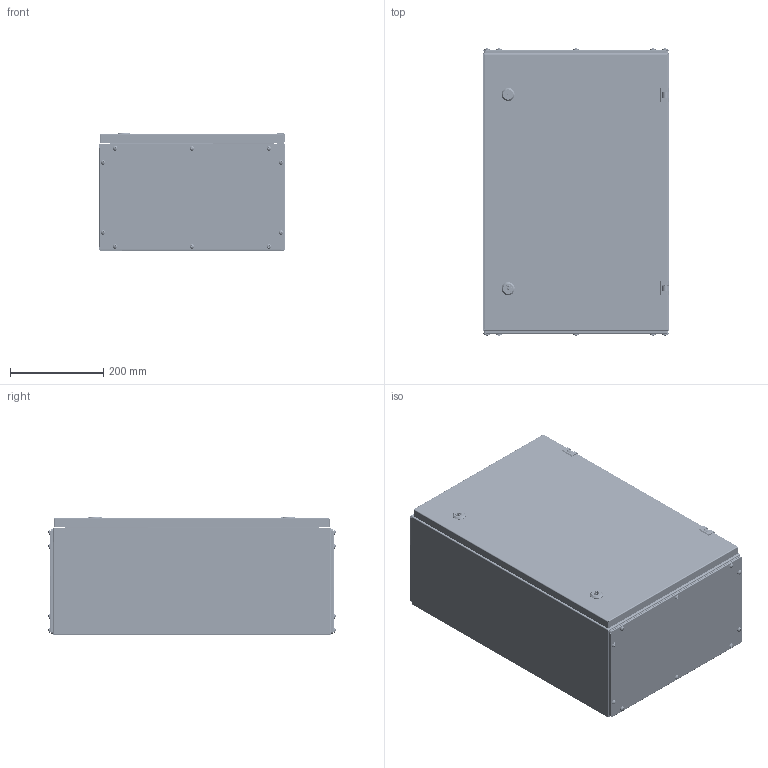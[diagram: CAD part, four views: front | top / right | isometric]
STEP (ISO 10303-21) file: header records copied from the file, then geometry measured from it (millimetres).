
FILE_DESCRIPTION (( 'STEP AP214' ), '1' );
FILE_NAME ('11.040.060.25.STEP', '2024-06-03T11:50:51', ( '' ), ( '' ), 'SwSTEP 2.0', 'SolidWorks 2021', '' );
FILE_SCHEMA (( 'AUTOMOTIVE_DESIGN' ));
Length unit declared in the file: millimetre
Products named in the file (27): Ïðîêëàäêà êðûøêè W400D250; Êàðêàñ øêàôà W400H600D250; Çàêëåïêà ðåçüáîâàÿ Ì5 øåñòèãðàííàÿ ñ óìåíüøåííûì áîðòîì; Øïèëüêà ïðèâàðíàÿ Ì6õ10; Êîðïóñ øêàôà W400H600D250; ﾇ瑟鶴 ﾀﾑ ms1000-3M.stp; Ïåðåìû÷êà êàðêàñà W400; 8SJ_MS705_0510.stp; ﾄ粢 ﾑﾁ W400H600; Øïèëüêà ïðèâàðíàÿ Ì6õ20; Äâåðíîå ïîëîòíî W400H600; Ãàéêà M6 DIN6923.step; Ðåéêà H600; 嵑謺麃 檐; 署赅 W400D250; 417.460; Çàêëåïêà ðåçüáîâàÿ Ì8 øåñòèãðàííàÿ ñ óìåíüøåííûì áîðòîì; Øïèëüêà ïðèâàðíàÿ Ì6õ15; 8SJ_MS705_0760.stp; 8SJ_MS705_0010.stp; Áîëò Ì6õ10 ñ øåñòèãðàííîé ãîëîâêîé ñ ïðåññøàéáîé; 8SJ_S1B_0001.stp; 11.040.060.25; 8SJ_MS705-1_0040.stp; Ãàñêåòèíã äâåðè W400H600; SW6X8.stp; Âèíò DIN 967 Ì5õ16 ñ ïîëóêðóãëîé ãîëîâêîé ñ êðåñòîîáðàçíûì øëèöåì
Assembly tree (88 placements, depth 4):
  11.040.060.25
    Êàðêàñ øêàôà W400H600D250
      Êîðïóñ øêàôà W400H600D250
      Ïåðåìû÷êà êàðêàñà W400  x2
      Øïèëüêà ïðèâàðíàÿ Ì6õ15  x8
      Øïèëüêà ïðèâàðíàÿ Ì6õ20  x4
    署赅 W400D250  x2
    Ïðîêëàäêà êðûøêè W400D250  x2
    ﾄ粢 ﾑﾁ W400H600
      Äâåðíîå ïîëîòíî W400H600
      Ðåéêà H600  x2
      Ãàñêåòèíã äâåðè W400H600
      Øïèëüêà ïðèâàðíàÿ Ì6õ10  x2
      ﾇ瑟鶴 ﾀﾑ ms1000-3M.stp  x2
        8SJ_MS705_0010.stp
        8SJ_MS705_0510.stp
        8SJ_MS705_0760.stp
        8SJ_S1B_0001.stp
        8SJ_MS705-1_0040.stp
        SW6X8.stp
    嵑謺麃 檐  x2
    Áîëò Ì6õ10 ñ øåñòèãðàííîé ãîëîâêîé ñ ïðåññøàéáîé  x2
    Çàêëåïêà ðåçüáîâàÿ Ì5 øåñòèãðàííàÿ ñ óìåíüøåííûì áîðòîì  x20
    Âèíò DIN 967 Ì5õ16 ñ ïîëóêðóãëîé ãîëîâêîé ñ êðåñòîîáðàçíûì øëèöåì  x20
    Çàêëåïêà ðåçüáîâàÿ Ì8 øåñòèãðàííàÿ ñ óìåíüøåííûì áîðòîì  x4
    417.460
    Ãàéêà M6 DIN6923.step  x4
Bounding box: 400 x 615.17 x 254.65 mm (x, y, z)
Volume: 1748314.8 mm3; surface area: 2915647.3 mm2
Topology: 88 solids, 100 shells, 5354 faces, 13502 edges, 8370 vertices
Faces by surface type: plane 2169, cylinder 1842, bspline 669, cone 292, torus 230, sphere 152
Entity records: 85371 total; most frequent: CARTESIAN_POINT 42612, ORIENTED_EDGE 9154, DIRECTION 7672, EDGE_CURVE 4583, VERTEX_POINT 2817, AXIS2_PLACEMENT_3D 2617, LINE 2438, VECTOR 2438
